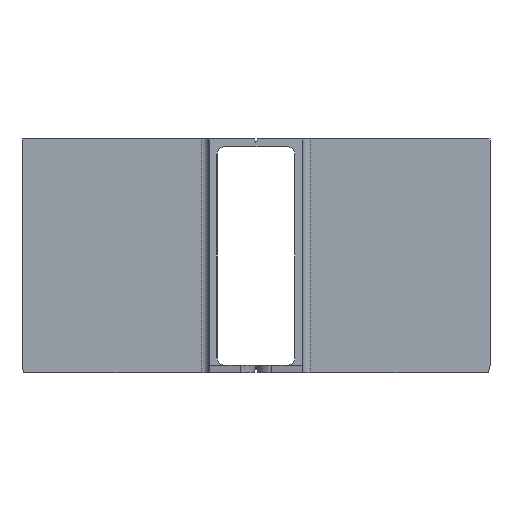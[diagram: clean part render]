
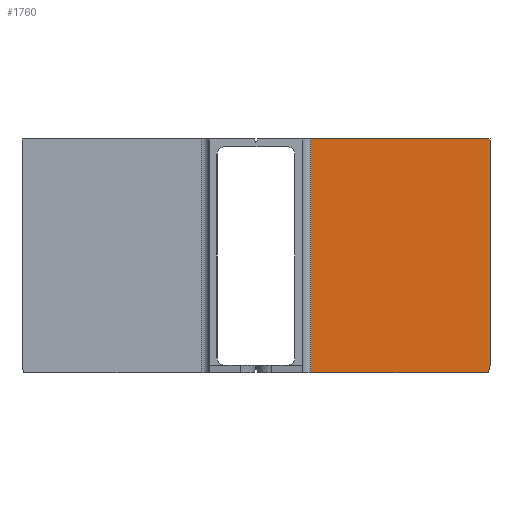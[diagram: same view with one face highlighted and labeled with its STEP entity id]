
A CAD part, left-side view. The second image highlights one B-rep face of the part: STEP entity #1760.
In plain terms, the highlighted planar face has unit normal (-1, 0, 0).
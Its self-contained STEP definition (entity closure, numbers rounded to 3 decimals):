
#160=FACE_OUTER_BOUND('',#261,.T.);
#261=EDGE_LOOP('',(#1244,#1245,#1246,#1247,#1248));
#347=LINE('',#2612,#535);
#378=LINE('',#2702,#566);
#380=LINE('',#2708,#568);
#382=LINE('',#2714,#570);
#383=LINE('',#2715,#571);
#535=VECTOR('',#2059,10.);
#566=VECTOR('',#2150,10.);
#568=VECTOR('',#2156,10.);
#570=VECTOR('',#2162,10.);
#571=VECTOR('',#2163,10.);
#725=VERTEX_POINT('',#2610);
#726=VERTEX_POINT('',#2611);
#755=VERTEX_POINT('',#2701);
#757=VERTEX_POINT('',#2707);
#759=VERTEX_POINT('',#2713);
#888=EDGE_CURVE('',#725,#726,#347,.T.);
#933=EDGE_CURVE('',#726,#755,#378,.T.);
#936=EDGE_CURVE('',#755,#757,#380,.T.);
#939=EDGE_CURVE('',#725,#759,#382,.T.);
#940=EDGE_CURVE('',#757,#759,#383,.T.);
#1244=ORIENTED_EDGE('',*,*,#888,.F.);
#1245=ORIENTED_EDGE('',*,*,#939,.T.);
#1246=ORIENTED_EDGE('',*,*,#940,.F.);
#1247=ORIENTED_EDGE('',*,*,#936,.F.);
#1248=ORIENTED_EDGE('',*,*,#933,.F.);
#1692=PLANE('',#1895);
#1760=ADVANCED_FACE('',(#160),#1692,.T.);
#1895=AXIS2_PLACEMENT_3D('',#2712,#2160,#2161);
#2059=DIRECTION('',(0.,0.196,-0.981));
#2150=DIRECTION('',(0.,1.,0.));
#2156=DIRECTION('',(0.,0.,1.));
#2160=DIRECTION('center_axis',(-1.,0.,0.));
#2161=DIRECTION('ref_axis',(0.,-1.,0.));
#2162=DIRECTION('',(0.,0.,1.));
#2163=DIRECTION('',(0.,-1.,0.));
#2610=CARTESIAN_POINT('',(-11.,-35.,1.));
#2611=CARTESIAN_POINT('',(-11.,-34.8,0.));
#2612=CARTESIAN_POINT('',(-11.,-34.392,-2.038));
#2701=CARTESIAN_POINT('',(-11.,-12.,0.));
#2702=CARTESIAN_POINT('',(-11.,-35.,0.));
#2707=CARTESIAN_POINT('',(-11.,-12.,30.));
#2708=CARTESIAN_POINT('',(-11.,-12.,0.));
#2712=CARTESIAN_POINT('Origin',(-11.,-11.,0.));
#2713=CARTESIAN_POINT('',(-11.,-35.,30.));
#2714=CARTESIAN_POINT('',(-11.,-35.,0.));
#2715=CARTESIAN_POINT('',(-11.,-35.,30.));
